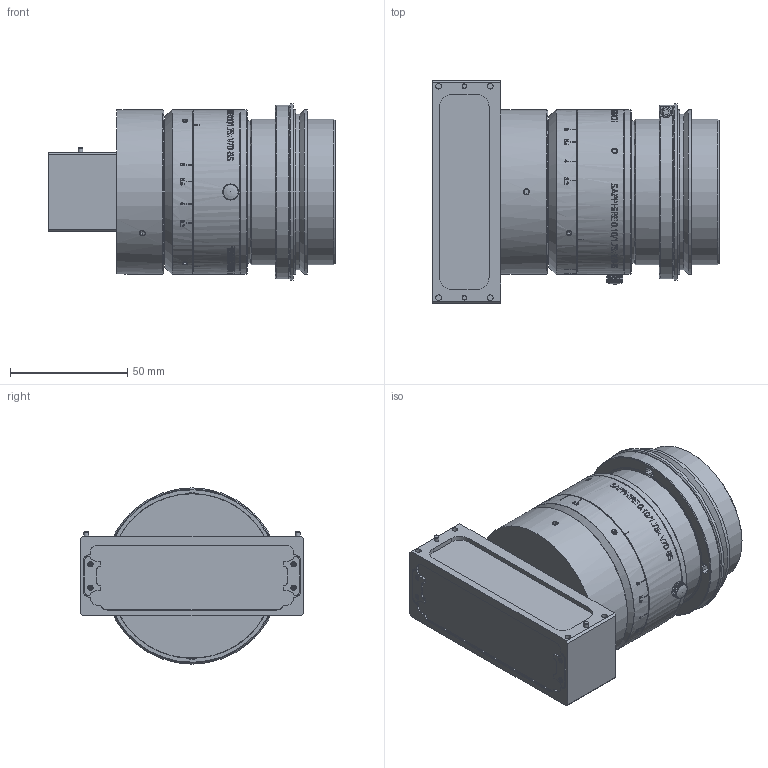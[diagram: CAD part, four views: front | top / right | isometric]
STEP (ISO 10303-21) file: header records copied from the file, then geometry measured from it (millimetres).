
FILE_DESCRIPTION(/* description */ (''),/* implementation_level */ '2;1');
FILE_NAME(/* name */ '1073347_00166164_002.stp',/* time_stamp */ '2022-08-30T14:15:35+02:00',/* author */ (''),/* organization */ (''),/* preprocessor_version */ 'ST-DEVELOPER v16',/* originating_system */ 'SIEMENS PLM Software NX 10.0',/* authorisation */ '');
FILE_SCHEMA (('AP203_CONFIGURATION_CONTROLLED_3D_DESIGN_OF_MECHANICAL_PARTS_AND_ASSEMBLIES_MIM_LF { 1 0 10303 403 2 1 2}'));
Length unit declared in the file: millimetre
Products named in the file (1): Guge8A741630f17d
Bounding box: 122 x 95 x 75 mm (x, y, z)
Volume: 384900.4 mm3; surface area: 55986.6 mm2
Topology: 1 solids, 9 shells, 840 faces, 2603 edges, 1988 vertices
Faces by surface type: plane 476, cylinder 283, cone 52, extrusion 26, sphere 2, torus 1
Full cylindrical faces by diameter (mm): 1.183 x1, 1.4 x4, 1.5 x4, 2 x7, 2.05 x7, 2.4 x4, 2.5 x1, 2.8 x1, 4.5 x1, 36 x1, 42 x1, 50 x1, 53.5 x1, 54.4 x1, 54.9 x1, 55.188 x1, 56.2 x1, 60.7 x1, 62 x3, 62.1 x1, 63.6 x1, 66.4 x1, 70 x8, 75 x1
Entity records: 34498 total; most frequent: CARTESIAN_POINT 12912, ORIENTED_EDGE 4860, DIRECTION 3481, EDGE_CURVE 2449, VERTEX_POINT 1932, AXIS2_PLACEMENT_3D 1210, EDGE_LOOP 1180, VECTOR 1061
